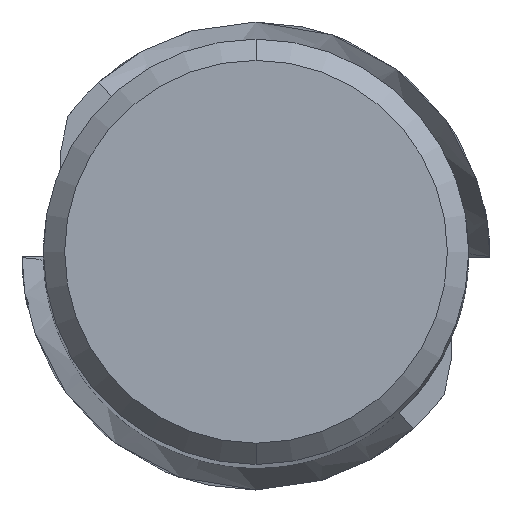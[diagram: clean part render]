
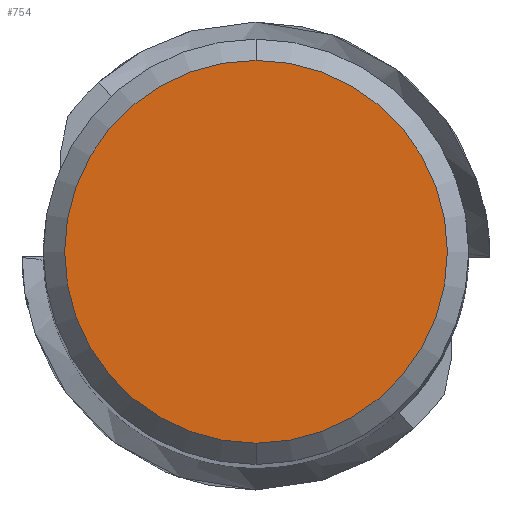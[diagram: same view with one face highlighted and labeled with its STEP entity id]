
A CAD part, top view. The second image highlights one B-rep face of the part: STEP entity #754.
In plain terms, the highlighted planar face has unit normal (0, 0, 1).
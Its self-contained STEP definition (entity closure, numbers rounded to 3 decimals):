
#434=EDGE_CURVE('',#602,#972,#1112,.T.);
#602=VERTEX_POINT('',#1292);
#704=EDGE_CURVE('',#972,#602,#1403,.T.);
#754=ADVANCED_FACE('',(#1456),#1457,.T.);
#972=VERTEX_POINT('',#1693);
#1112=CIRCLE('',#2084,5.4);
#1292=CARTESIAN_POINT('',(0.,-5.4,0.0));
#1403=CIRCLE('',#4067,5.4);
#1456=FACE_OUTER_BOUND('',#4372,.T.);
#1457=PLANE('',#4373);
#1693=CARTESIAN_POINT('',(0.0,5.4,0.0));
#2084=AXIS2_PLACEMENT_3D('',#5769,#5770,#5771);
#4067=AXIS2_PLACEMENT_3D('',#6056,#6057,#6058);
#4372=EDGE_LOOP('',(#6102,#6103));
#4373=AXIS2_PLACEMENT_3D('',#6104,#6105,#6106);
#5769=CARTESIAN_POINT('',(0.0,0.0,0.0));
#5770=DIRECTION('',(0.0,0.0,-1.0));
#5771=DIRECTION('',(0.0,1.0,0.0));
#6056=CARTESIAN_POINT('',(0.0,0.0,0.0));
#6057=DIRECTION('',(0.0,0.0,-1.0));
#6058=DIRECTION('',(0.0,1.0,0.0));
#6102=ORIENTED_EDGE('',*,*,#704,.F.);
#6103=ORIENTED_EDGE('',*,*,#434,.F.);
#6104=CARTESIAN_POINT('',(0.0,2.7,0.0));
#6105=DIRECTION('',(-0.0,0.0,1.0));
#6106=DIRECTION('',(0.0,-1.0,0.0));
